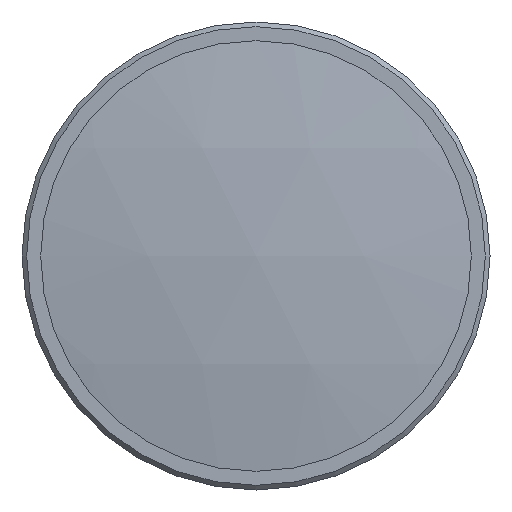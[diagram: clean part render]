
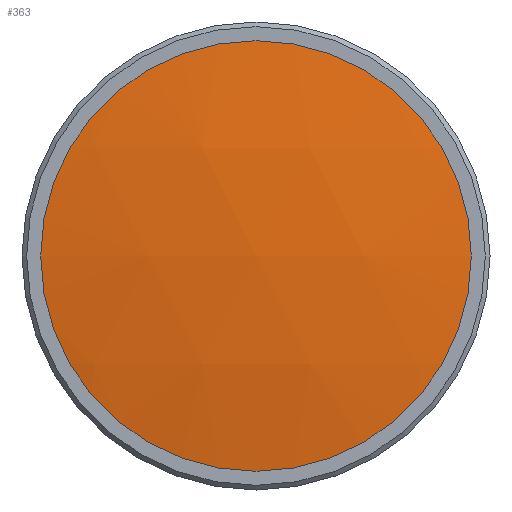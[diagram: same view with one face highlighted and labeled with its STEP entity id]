
A CAD part, left-side view. The second image highlights one B-rep face of the part: STEP entity #363.
In plain terms, the highlighted spherical face has radius 142.215 mm.
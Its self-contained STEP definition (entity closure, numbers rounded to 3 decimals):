
#55 = DIRECTION ( 'NONE',  ( 0., -1., 0. ) ) ;
#74 = EDGE_CURVE ( 'NONE', #477, #477, #340, .T. ) ;
#135 = DIRECTION ( 'NONE',  ( 0., 0., 1. ) ) ;
#136 = AXIS2_PLACEMENT_3D ( 'NONE', #519, #471, #432 ) ;
#188 = ORIENTED_EDGE ( 'NONE', *, *, #74, .T. ) ;
#294 = AXIS2_PLACEMENT_3D ( 'NONE', #505, #135, #55 ) ;
#297 = SPHERICAL_SURFACE ( 'NONE', #294, 142.215 ) ;
#334 = FACE_OUTER_BOUND ( 'NONE', #380, .T. ) ;
#340 = CIRCLE ( 'NONE', #136, 23. ) ;
#363 = ADVANCED_FACE ( 'NONE', ( #334 ), #297, .T. ) ;
#380 = EDGE_LOOP ( 'NONE', ( #188 ) ) ;
#390 = CARTESIAN_POINT ( 'NONE',  ( 3.036, 0., 23. ) ) ;
#432 = DIRECTION ( 'NONE',  ( 0., 0., 1. ) ) ;
#471 = DIRECTION ( 'NONE',  ( -1., 0., 0. ) ) ;
#477 = VERTEX_POINT ( 'NONE', #390 ) ;
#505 = CARTESIAN_POINT ( 'NONE',  ( 143.379, 0., 0. ) ) ;
#519 = CARTESIAN_POINT ( 'NONE',  ( 3.036, 0., 0. ) ) ;
